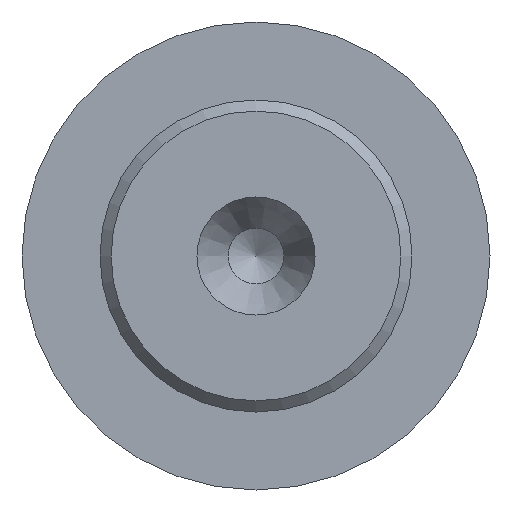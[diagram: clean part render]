
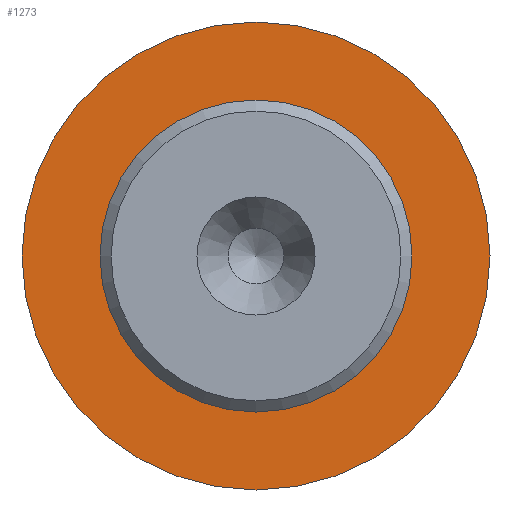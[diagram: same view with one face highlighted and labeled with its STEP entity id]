
A CAD part, left-side view. The second image highlights one B-rep face of the part: STEP entity #1273.
In plain terms, the highlighted planar face has unit normal (-1, 0, 0).
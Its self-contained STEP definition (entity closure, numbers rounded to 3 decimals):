
#181=PLANE('',#1507);
#240=FACE_BOUND('',#439,.T.);
#329=FACE_OUTER_BOUND('',#438,.T.);
#438=EDGE_LOOP('',(#1124));
#439=EDGE_LOOP('',(#1125));
#511=CIRCLE('',#1506,5.75);
#512=CIRCLE('',#1508,10.5);
#629=VERTEX_POINT('',#2627);
#630=VERTEX_POINT('',#2630);
#809=EDGE_CURVE('',#629,#629,#511,.T.);
#810=EDGE_CURVE('',#630,#630,#512,.T.);
#1124=ORIENTED_EDGE('',*,*,#810,.F.);
#1125=ORIENTED_EDGE('',*,*,#809,.T.);
#1273=ADVANCED_FACE('',(#329,#240),#181,.T.);
#1506=AXIS2_PLACEMENT_3D('',#2628,#1973,#1974);
#1507=AXIS2_PLACEMENT_3D('',#2629,#1975,#1976);
#1508=AXIS2_PLACEMENT_3D('',#2631,#1977,#1978);
#1973=DIRECTION('center_axis',(1.,0.,0.));
#1974=DIRECTION('ref_axis',(0.,0.,-1.));
#1975=DIRECTION('center_axis',(-1.,0.,0.));
#1976=DIRECTION('ref_axis',(0.,0.,1.));
#1977=DIRECTION('center_axis',(1.,0.,0.));
#1978=DIRECTION('ref_axis',(0.,0.,-1.));
#2627=CARTESIAN_POINT('',(12.,5.75,0.));
#2628=CARTESIAN_POINT('Origin',(12.,0.,0.));
#2629=CARTESIAN_POINT('Origin',(12.,10.5,0.));
#2630=CARTESIAN_POINT('',(12.,10.5,0.));
#2631=CARTESIAN_POINT('Origin',(12.,0.,0.));
